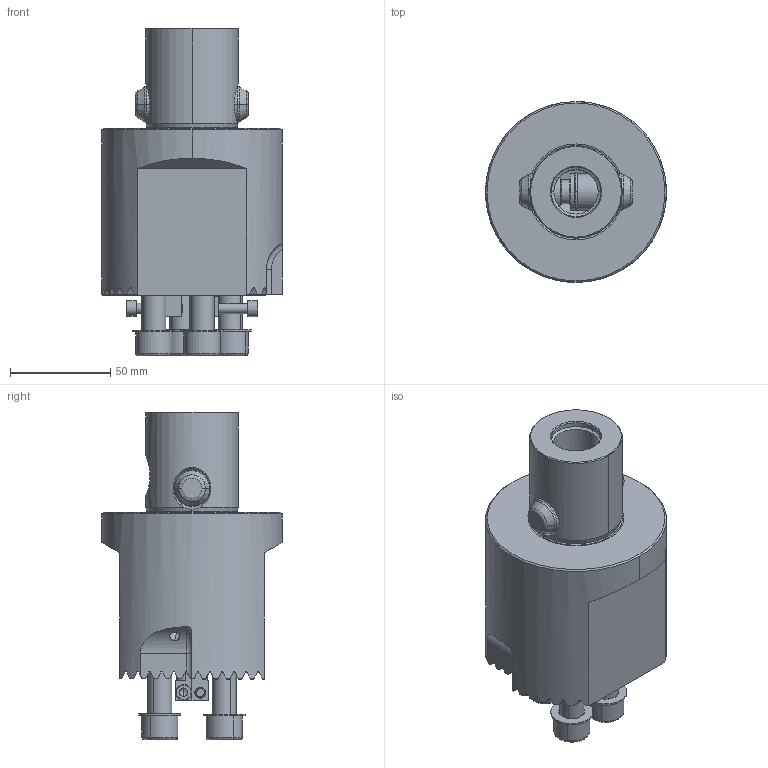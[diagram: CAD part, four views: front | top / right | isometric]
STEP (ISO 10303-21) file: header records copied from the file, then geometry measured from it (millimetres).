
FILE_DESCRIPTION(('no description'),'unknown implementation level');
FILE_NAME('BD91BBDE-DD65-4500-BD08-D49FFAD1E610_export.stp',' ',('CIMSOURCE GmbH'),('CADClick - KiM GmbH - www.kimweb.de'),'unknown preprocess','ACIS','unknown authorization');
FILE_SCHEMA(('automotive_design'));
Length unit declared in the file: millimetre
Products named in the file (15): 319.702 Kaiser SW98LxCK7Bx117|690.970 Kaiser ETL M12x40_DIN 912 M12 x 20 --- 20C;Hex; 319.702 Kaiser SW98LxCK7Bx117|693.187 Kaiser ETL �13_21L_eingebaut;Rotation1; 319.702 Kaiser SW98LxCK7Bx117|690.173 Kaiser ETL M6x30_DIN 912 M6 x 30;Hex; 319.702 Kaiser SW98LxCK7Bx117|690.197 Kaiser ETL M5x0.5x23 spez;Verrundung1; 319.702 Kaiser SW98LxCK7Bx117|319.750 Kaiser ETL SW98;Fase5; 319.702 Kaiser SW98LxCK7Bx117|319.732 Kaiser SW98LxCK7B;Schnitt-Rotation12; 319.702 Kaiser SW98LxCK7Bx117|691.507 Kaiser ETL D18 X 56K|693.306 Sprengring;Schnitt-Linear austragen1; 319.702 Kaiser SW98LxCK7Bx117|691.507 Kaiser ETL D18 X 56K|691.527 Mitnehmerbolzen;Rotation1
Bounding box: 90 x 90 x 163.2 mm (x, y, z)
Volume: 540191.4 mm3; surface area: 81204.9 mm2
Topology: 15 solids, 15 shells, 606 faces, 1503 edges, 927 vertices
Faces by surface type: plane 239, cylinder 211, cone 100, torus 56
Entity records: 36435 total; most frequent: CARTESIAN_POINT 5151, STYLED_ITEM 3029, PRESENTATION_STYLE_ASSIGNMENT 3029, COLOUR_RGB 3029, DIRECTION 2963, ORIENTED_EDGE 2962, EDGE_CURVE 1481, CURVE_STYLE 1481
